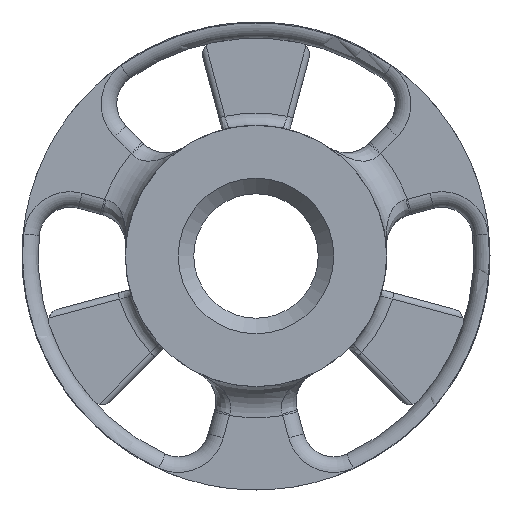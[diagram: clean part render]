
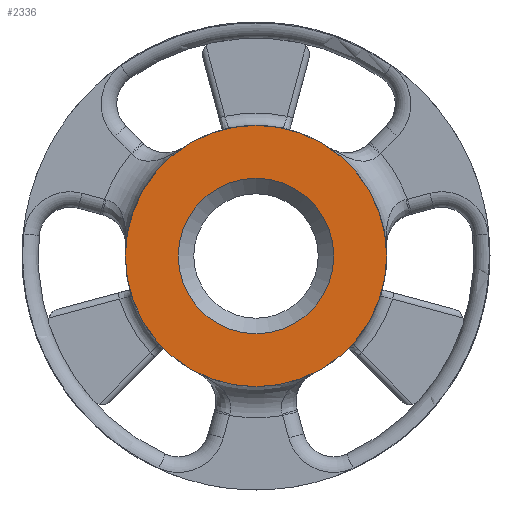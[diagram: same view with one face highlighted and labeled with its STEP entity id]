
A CAD part, front view. The second image highlights one B-rep face of the part: STEP entity #2336.
In plain terms, the highlighted planar face has unit normal (0, -1, 0).
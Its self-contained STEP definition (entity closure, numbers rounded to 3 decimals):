
#81=FACE_BOUND('',#388,.T.);
#107=PLANE('',#2602);
#238=FACE_OUTER_BOUND('',#387,.T.);
#387=EDGE_LOOP('',(#2067));
#388=EDGE_LOOP('',(#2068));
#519=CIRCLE('',#2598,12.5);
#522=CIRCLE('',#2603,21.);
#1074=VERTEX_POINT('',#7367);
#1077=VERTEX_POINT('',#7377);
#1413=EDGE_CURVE('',#1074,#1074,#519,.T.);
#1418=EDGE_CURVE('',#1077,#1077,#522,.T.);
#2067=ORIENTED_EDGE('',*,*,#1418,.T.);
#2068=ORIENTED_EDGE('',*,*,#1413,.F.);
#2336=ADVANCED_FACE('',(#238,#81),#107,.T.);
#2598=AXIS2_PLACEMENT_3D('',#7368,#3172,#3173);
#2602=AXIS2_PLACEMENT_3D('',#7376,#3182,#3183);
#2603=AXIS2_PLACEMENT_3D('',#7378,#3184,#3185);
#3172=DIRECTION('center_axis',(0.,-1.,0.));
#3173=DIRECTION('ref_axis',(1.,0.,0.));
#3182=DIRECTION('center_axis',(0.,-1.,0.));
#3183=DIRECTION('ref_axis',(1.,0.,0.));
#3184=DIRECTION('center_axis',(0.,-1.,0.));
#3185=DIRECTION('ref_axis',(1.,0.,0.));
#7367=CARTESIAN_POINT('',(-12.5,-121.5,0.));
#7368=CARTESIAN_POINT('Origin',(0.,-121.5,0.));
#7376=CARTESIAN_POINT('Origin',(0.,-121.5,0.));
#7377=CARTESIAN_POINT('',(-21.,-121.5,0.));
#7378=CARTESIAN_POINT('Origin',(0.,-121.5,0.));
